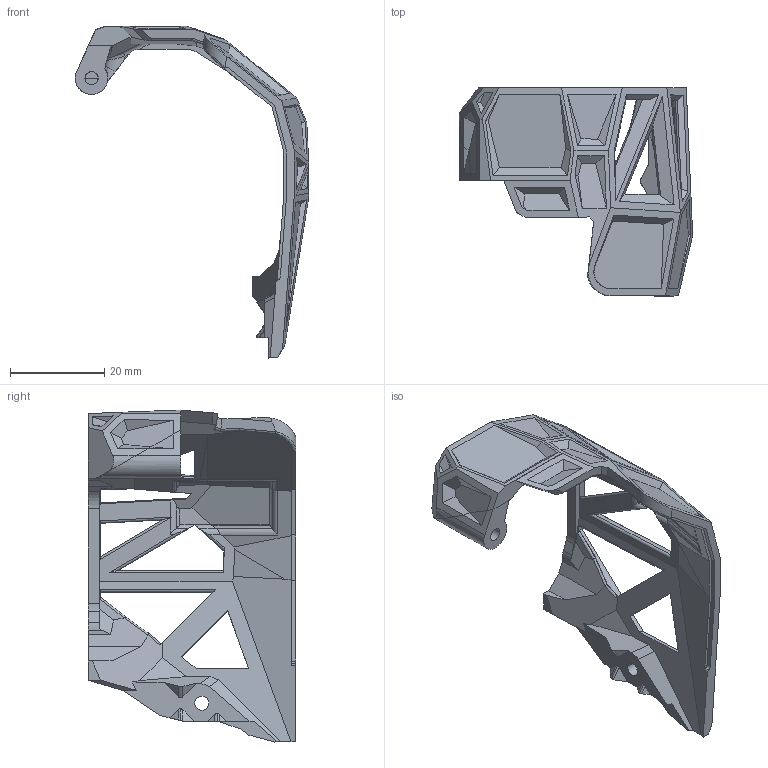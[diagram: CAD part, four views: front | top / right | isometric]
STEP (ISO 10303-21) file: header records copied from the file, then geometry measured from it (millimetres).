
FILE_DESCRIPTION (( 'STEP AP214' ), '1' );
FILE_NAME ('Cable_Cover_For_EBBSB1.STEP', '2025-02-10T06:03:27', ( 'Windows User' ), ( 'P R C' ), 'SwSTEP 2.0', 'SolidWorks 2024', '' );
FILE_SCHEMA (( 'AUTOMOTIVE_DESIGN' ));
Length unit declared in the file: millimetre
Products named in the file (1): Cable_Cover_For_EBBSB1
Bounding box: 49.47 x 44.05 x 70.38 mm (x, y, z)
Volume: 8090.3 mm3; surface area: 8793.7 mm2
Topology: 2 solids, 3 shells, 321 faces, 904 edges, 597 vertices
Faces by surface type: plane 224, cylinder 86, bspline 11
Entity records: 11175 total; most frequent: CARTESIAN_POINT 3338, ORIENTED_EDGE 1808, DIRECTION 1356, EDGE_CURVE 904, VECTOR 678, LINE 678, VERTEX_POINT 597, EDGE_LOOP 347
